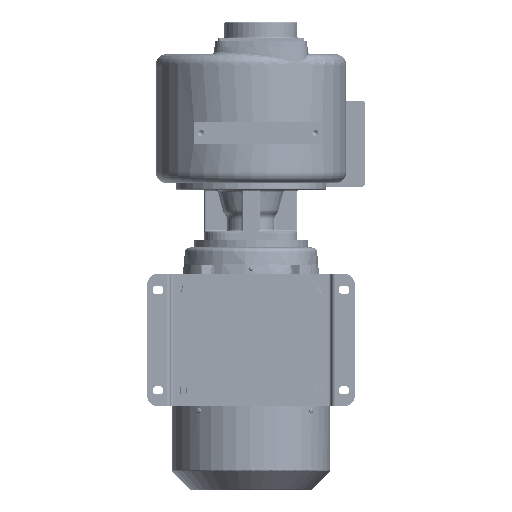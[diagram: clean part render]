
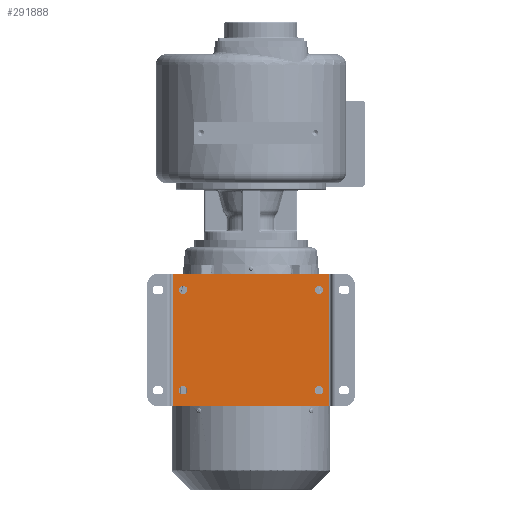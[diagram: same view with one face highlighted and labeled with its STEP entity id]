
A CAD part, front view. The second image highlights one B-rep face of the part: STEP entity #291888.
In plain terms, the highlighted planar face has unit normal (0, -1, 0).
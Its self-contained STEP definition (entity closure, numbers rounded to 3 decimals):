
#290813=DIRECTION('',(1.,0.,0.));
#290814=VECTOR('',#290813,185.);
#290815=CARTESIAN_POINT('',(-92.5,14.,109.));
#290816=LINE('',#290815,#290814);
#290839=DIRECTION('',(0.,0.,1.));
#290840=VECTOR('',#290839,218.);
#290841=CARTESIAN_POINT('',(92.5,14.,-109.));
#290842=LINE('',#290841,#290840);
#290895=DIRECTION('',(0.,0.,1.));
#290896=VECTOR('',#290895,218.);
#290897=CARTESIAN_POINT('',(-92.5,14.,-109.));
#290898=LINE('',#290897,#290896);
#290899=DIRECTION('',(1.,0.,0.));
#290900=VECTOR('',#290899,185.);
#290901=CARTESIAN_POINT('',(-92.5,14.,-109.));
#290902=LINE('',#290901,#290900);
#290903=CARTESIAN_POINT('',(70.,14.,-95.));
#290904=DIRECTION('',(0.,1.,0.));
#290905=DIRECTION('',(1.,0.,0.));
#290906=AXIS2_PLACEMENT_3D('',#290903,#290904,#290905);
#290908=CARTESIAN_POINT('',(70.,14.,-95.));
#290909=DIRECTION('',(0.,1.,0.));
#290910=DIRECTION('',(-1.,0.,0.));
#290911=AXIS2_PLACEMENT_3D('',#290908,#290909,#290910);
#290913=CARTESIAN_POINT('',(70.,14.,95.));
#290914=DIRECTION('',(0.,1.,0.));
#290915=DIRECTION('',(1.,0.,0.));
#290916=AXIS2_PLACEMENT_3D('',#290913,#290914,#290915);
#290918=CARTESIAN_POINT('',(70.,14.,95.));
#290919=DIRECTION('',(0.,1.,0.));
#290920=DIRECTION('',(-1.,0.,0.));
#290921=AXIS2_PLACEMENT_3D('',#290918,#290919,#290920);
#290923=CARTESIAN_POINT('',(-70.,14.,-95.));
#290924=DIRECTION('',(0.,1.,0.));
#290925=DIRECTION('',(1.,0.,0.));
#290926=AXIS2_PLACEMENT_3D('',#290923,#290924,#290925);
#290928=CARTESIAN_POINT('',(-70.,14.,-95.));
#290929=DIRECTION('',(0.,1.,0.));
#290930=DIRECTION('',(-1.,0.,0.));
#290931=AXIS2_PLACEMENT_3D('',#290928,#290929,#290930);
#290933=CARTESIAN_POINT('',(-70.,14.,95.));
#290934=DIRECTION('',(0.,1.,0.));
#290935=DIRECTION('',(1.,0.,0.));
#290936=AXIS2_PLACEMENT_3D('',#290933,#290934,#290935);
#290938=CARTESIAN_POINT('',(-70.,14.,95.));
#290939=DIRECTION('',(0.,1.,0.));
#290940=DIRECTION('',(-1.,0.,0.));
#290941=AXIS2_PLACEMENT_3D('',#290938,#290939,#290940);
#291319=CARTESIAN_POINT('',(-92.5,14.,-109.));
#291320=CARTESIAN_POINT('',(-92.5,14.,109.));
#291321=VERTEX_POINT('',#291319);
#291322=VERTEX_POINT('',#291320);
#291331=CARTESIAN_POINT('',(92.5,14.,-109.));
#291332=CARTESIAN_POINT('',(92.5,14.,109.));
#291333=VERTEX_POINT('',#291331);
#291334=VERTEX_POINT('',#291332);
#291419=CARTESIAN_POINT('',(-64.,14.,95.));
#291420=CARTESIAN_POINT('',(-76.,14.,95.));
#291421=VERTEX_POINT('',#291419);
#291422=VERTEX_POINT('',#291420);
#291423=CARTESIAN_POINT('',(-64.,14.,-95.));
#291424=CARTESIAN_POINT('',(-76.,14.,-95.));
#291425=VERTEX_POINT('',#291423);
#291426=VERTEX_POINT('',#291424);
#291427=CARTESIAN_POINT('',(76.,14.,95.));
#291428=CARTESIAN_POINT('',(64.,14.,95.));
#291429=VERTEX_POINT('',#291427);
#291430=VERTEX_POINT('',#291428);
#291431=CARTESIAN_POINT('',(76.,14.,-95.));
#291432=CARTESIAN_POINT('',(64.,14.,-95.));
#291433=VERTEX_POINT('',#291431);
#291434=VERTEX_POINT('',#291432);
#291852=CARTESIAN_POINT('',(-92.5,14.,-109.));
#291853=DIRECTION('',(0.,1.,0.));
#291854=DIRECTION('',(0.,0.,1.));
#291855=AXIS2_PLACEMENT_3D('',#291852,#291853,#291854);
#291856=PLANE('',#291855);
#291857=ORIENTED_EDGE('',*,*,#291845,.T.);
#291858=ORIENTED_EDGE('',*,*,#291766,.T.);
#291859=ORIENTED_EDGE('',*,*,#291794,.F.);
#291861=ORIENTED_EDGE('',*,*,#291860,.F.);
#291862=EDGE_LOOP('',(#291857,#291858,#291859,#291861));
#291863=FACE_OUTER_BOUND('',#291862,.F.);
#291865=ORIENTED_EDGE('',*,*,#291864,.F.);
#291867=ORIENTED_EDGE('',*,*,#291866,.F.);
#291868=EDGE_LOOP('',(#291865,#291867));
#291869=FACE_BOUND('',#291868,.F.);
#291871=ORIENTED_EDGE('',*,*,#291870,.F.);
#291873=ORIENTED_EDGE('',*,*,#291872,.F.);
#291874=EDGE_LOOP('',(#291871,#291873));
#291875=FACE_BOUND('',#291874,.F.);
#291877=ORIENTED_EDGE('',*,*,#291876,.F.);
#291879=ORIENTED_EDGE('',*,*,#291878,.F.);
#291880=EDGE_LOOP('',(#291877,#291879));
#291881=FACE_BOUND('',#291880,.F.);
#291883=ORIENTED_EDGE('',*,*,#291882,.F.);
#291885=ORIENTED_EDGE('',*,*,#291884,.F.);
#291886=EDGE_LOOP('',(#291883,#291885));
#291887=FACE_BOUND('',#291886,.F.);
#291888=ADVANCED_FACE('',(#291863,#291869,#291875,#291881,#291887),#291856,.F.);
#290907=CIRCLE('',#290906,6.);
#290912=CIRCLE('',#290911,6.);
#290917=CIRCLE('',#290916,6.);
#290922=CIRCLE('',#290921,6.);
#290927=CIRCLE('',#290926,6.);
#290932=CIRCLE('',#290931,6.);
#290937=CIRCLE('',#290936,6.);
#290942=CIRCLE('',#290941,6.);
#291766=EDGE_CURVE('',#291322,#291334,#290816,.T.);
#291794=EDGE_CURVE('',#291333,#291334,#290842,.T.);
#291845=EDGE_CURVE('',#291321,#291322,#290898,.T.);
#291860=EDGE_CURVE('',#291321,#291333,#290902,.T.);
#291864=EDGE_CURVE('',#291433,#291434,#290907,.T.);
#291866=EDGE_CURVE('',#291434,#291433,#290912,.T.);
#291870=EDGE_CURVE('',#291429,#291430,#290917,.T.);
#291872=EDGE_CURVE('',#291430,#291429,#290922,.T.);
#291876=EDGE_CURVE('',#291425,#291426,#290927,.T.);
#291878=EDGE_CURVE('',#291426,#291425,#290932,.T.);
#291882=EDGE_CURVE('',#291421,#291422,#290937,.T.);
#291884=EDGE_CURVE('',#291422,#291421,#290942,.T.);
